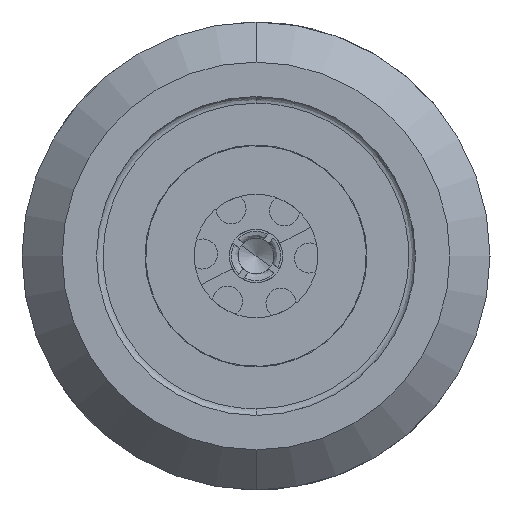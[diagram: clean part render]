
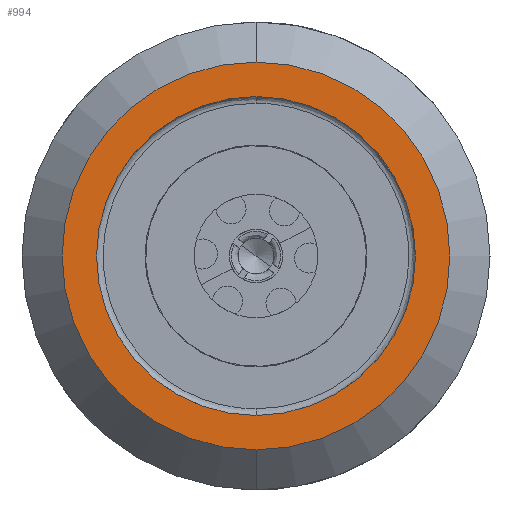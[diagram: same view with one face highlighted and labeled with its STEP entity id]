
A CAD part, left-side view. The second image highlights one B-rep face of the part: STEP entity #994.
In plain terms, the highlighted planar face has unit normal (-1, 0, 0).
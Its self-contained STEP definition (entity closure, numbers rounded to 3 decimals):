
#63 = EDGE_LOOP ( 'NONE', ( #1725, #1733 ) ) ;
#185 = EDGE_LOOP ( 'NONE', ( #1723, #1724 ) ) ;
#622 = CARTESIAN_POINT ( 'NONE',  ( -32.329, 25.33, -3.446 ) ) ;
#642 = CARTESIAN_POINT ( 'NONE',  ( -32.329, 25.33, 2.354 ) ) ;
#666 = CARTESIAN_POINT ( 'NONE',  ( -32.329, 25.33, -2.931 ) ) ;
#953 = DIRECTION ( 'NONE',  ( 0., 0., -1. ) ) ;
#954 = DIRECTION ( 'NONE',  ( 1., 0., 0. ) ) ;
#956 = PLANE ( 'NONE',  #1365 ) ;
#973 = CARTESIAN_POINT ( 'NONE',  ( -32.329, 27.715, -0.546 ) ) ;
#994 = ADVANCED_FACE ( 'NONE', ( #4119, #4112 ), #956, .F. ) ;
#1365 = AXIS2_PLACEMENT_3D ( 'NONE', #973, #954, #953 ) ;
#1474 = EDGE_CURVE ( 'NONE', #2408, #3869, #4431, .T. ) ;
#1477 = EDGE_CURVE ( 'NONE', #3895, #3912, #4641, .T. ) ;
#1723 = ORIENTED_EDGE ( 'NONE', *, *, #1477, .F. ) ;
#1724 = ORIENTED_EDGE ( 'NONE', *, *, #2491, .F. ) ;
#1725 = ORIENTED_EDGE ( 'NONE', *, *, #1474, .F. ) ;
#1733 = ORIENTED_EDGE ( 'NONE', *, *, #2499, .F. ) ;
#2408 = VERTEX_POINT ( 'NONE', #5345 ) ;
#2491 = EDGE_CURVE ( 'NONE', #3912, #3895, #4342, .T. ) ;
#2499 = EDGE_CURVE ( 'NONE', #3869, #2408, #4341, .T. ) ;
#2693 = AXIS2_PLACEMENT_3D ( 'NONE', #3197, #2855, #3030 ) ;
#2697 = AXIS2_PLACEMENT_3D ( 'NONE', #4840, #4850, #4797 ) ;
#2719 = AXIS2_PLACEMENT_3D ( 'NONE', #3777, #3293, #3026 ) ;
#2724 = AXIS2_PLACEMENT_3D ( 'NONE', #4707, #4713, #4714 ) ;
#2855 = DIRECTION ( 'NONE',  ( 1., 0., 0. ) ) ;
#3026 = DIRECTION ( 'NONE',  ( 0., 0., 1. ) ) ;
#3030 = DIRECTION ( 'NONE',  ( 0., 0., 1. ) ) ;
#3197 = CARTESIAN_POINT ( 'NONE',  ( -32.329, 25.33, -0.546 ) ) ;
#3293 = DIRECTION ( 'NONE',  ( -1., 0., 0. ) ) ;
#3777 = CARTESIAN_POINT ( 'NONE',  ( -32.329, 25.33, -0.546 ) ) ;
#3869 = VERTEX_POINT ( 'NONE', #666 ) ;
#3895 = VERTEX_POINT ( 'NONE', #642 ) ;
#3912 = VERTEX_POINT ( 'NONE', #622 ) ;
#4112 = FACE_BOUND ( 'NONE', #63, .T. ) ;
#4119 = FACE_OUTER_BOUND ( 'NONE', #185, .T. ) ;
#4341 = CIRCLE ( 'NONE', #2724, 2.385 ) ;
#4342 = CIRCLE ( 'NONE', #2697, 2.9 ) ;
#4431 = CIRCLE ( 'NONE', #2719, 2.385 ) ;
#4641 = CIRCLE ( 'NONE', #2693, 2.9 ) ;
#4707 = CARTESIAN_POINT ( 'NONE',  ( -32.329, 25.33, -0.546 ) ) ;
#4713 = DIRECTION ( 'NONE',  ( -1., 0., 0. ) ) ;
#4714 = DIRECTION ( 'NONE',  ( 0., 0., 1. ) ) ;
#4797 = DIRECTION ( 'NONE',  ( 0., 0., 1. ) ) ;
#4840 = CARTESIAN_POINT ( 'NONE',  ( -32.329, 25.33, -0.546 ) ) ;
#4850 = DIRECTION ( 'NONE',  ( 1., 0., 0. ) ) ;
#5345 = CARTESIAN_POINT ( 'NONE',  ( -32.329, 25.33, 1.839 ) ) ;
